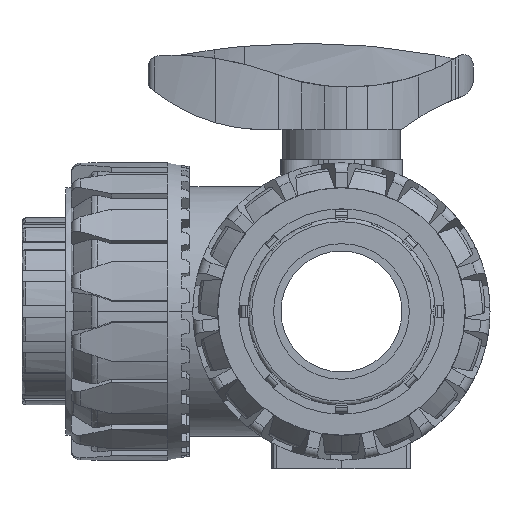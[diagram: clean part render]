
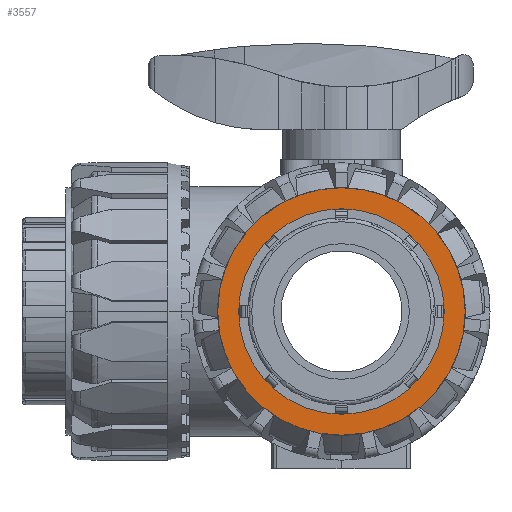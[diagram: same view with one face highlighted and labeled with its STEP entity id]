
A CAD part, front view. The second image highlights one B-rep face of the part: STEP entity #3557.
In plain terms, the highlighted planar face has unit normal (0, -1, 0).
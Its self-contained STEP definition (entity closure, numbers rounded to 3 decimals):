
#3557=ADVANCED_FACE('',(#7892,#7893),#7894,.T.);
#7892=FACE_BOUND('',#13058,.T.);
#7893=FACE_OUTER_BOUND('',#13059,.T.);
#7894=PLANE('',#13060);
#13058=EDGE_LOOP('',(#24152,#24153));
#13059=EDGE_LOOP('',(#24154,#24155));
#13060=AXIS2_PLACEMENT_3D('',#24156,#24157,#24158);
#24152=ORIENTED_EDGE('',*,*,#35335,.T.);
#24153=ORIENTED_EDGE('',*,*,#34206,.T.);
#24154=ORIENTED_EDGE('',*,*,#34201,.T.);
#24155=ORIENTED_EDGE('',*,*,#35414,.T.);
#24156=CARTESIAN_POINT('',(0.,-91.2,0.));
#24157=DIRECTION('',(0.0,-1.0,0.0));
#24158=DIRECTION('',(1.0,0.0,0.0));
#34201=EDGE_CURVE('',#41784,#41848,#41850,.T.);
#34206=EDGE_CURVE('',#41853,#41857,#41859,.T.);
#35335=EDGE_CURVE('',#41857,#41853,#43564,.T.);
#35414=EDGE_CURVE('',#41848,#41784,#43657,.T.);
#41784=VERTEX_POINT('',#53999);
#41848=VERTEX_POINT('',#54064);
#41850=CIRCLE('',#54067,40.95);
#41853=VERTEX_POINT('',#54070);
#41857=VERTEX_POINT('',#54075);
#41859=CIRCLE('',#54078,34.0);
#43564=CIRCLE('',#56867,34.0);
#43657=CIRCLE('',#57051,40.95);
#53999=CARTESIAN_POINT('',(0.,-91.2,-40.95));
#54064=CARTESIAN_POINT('',(0.,-91.2,40.95));
#54067=AXIS2_PLACEMENT_3D('',#67191,#67192,#67193);
#54070=CARTESIAN_POINT('',(-34.,-91.2,0.));
#54075=CARTESIAN_POINT('',(34.,-91.2,0.));
#54078=AXIS2_PLACEMENT_3D('',#67199,#67200,#67201);
#56867=AXIS2_PLACEMENT_3D('',#68811,#68812,#68813);
#57051=AXIS2_PLACEMENT_3D('',#68884,#68885,#68886);
#67191=CARTESIAN_POINT('',(0.,-91.2,0.));
#67192=DIRECTION('',(0.0,-1.0,0.0));
#67193=DIRECTION('',(1.0,0.0,0.0));
#67199=CARTESIAN_POINT('',(0.,-91.2,0.));
#67200=DIRECTION('',(0.0,1.0,0.0));
#67201=DIRECTION('',(-1.0,0.0,0.0));
#68811=CARTESIAN_POINT('',(0.,-91.2,0.));
#68812=DIRECTION('',(0.0,1.0,0.0));
#68813=DIRECTION('',(-1.0,0.0,0.0));
#68884=CARTESIAN_POINT('',(0.,-91.2,0.));
#68885=DIRECTION('',(0.0,-1.0,0.0));
#68886=DIRECTION('',(1.0,0.0,0.0));
